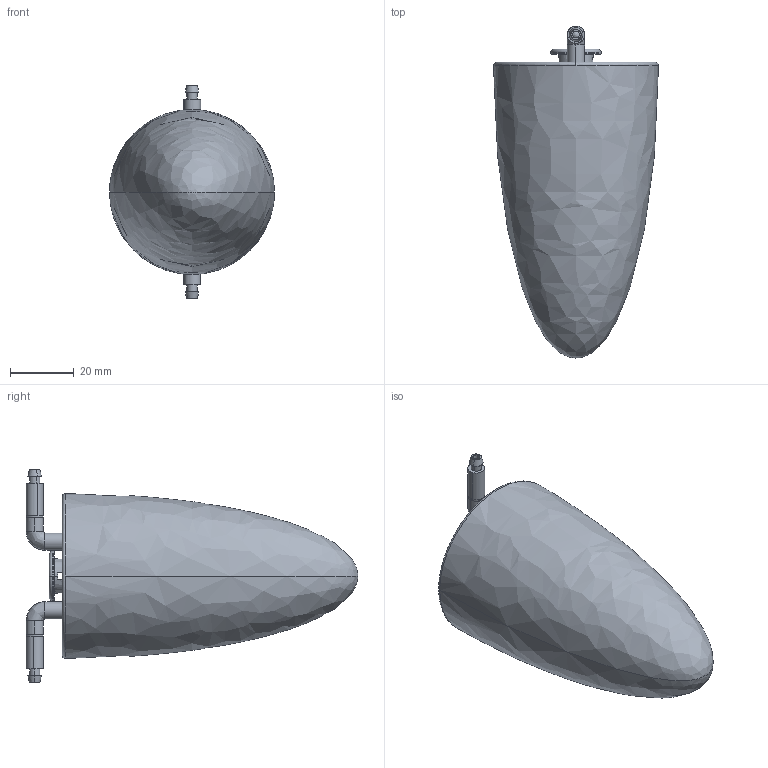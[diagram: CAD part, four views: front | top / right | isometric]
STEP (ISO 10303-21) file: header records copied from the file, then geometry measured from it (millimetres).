
FILE_DESCRIPTION(('FreeCAD Model'),'2;1');
FILE_NAME('Open CASCADE Shape Model','2025-04-26T20:48:32',('FreeCAD'),( 'FreeCAD'),'Open CASCADE STEP processor 7.6','FreeCAD','Unknown');
FILE_SCHEMA(('AUTOMOTIVE_DESIGN { 1 0 10303 214 1 1 1 1 }'));
Length unit declared in the file: millimetre
Products named in the file (1): Open CASCADE STEP translator 7.6 1
Bounding box: 51.76 x 104.07 x 66.86 mm (x, y, z)
Volume: 42807.4 mm3; surface area: 38513.2 mm2
Topology: 16 solids, 16 shells, 436 faces, 1088 edges, 712 vertices
Faces by surface type: bspline 436
Entity records: 21736 total; most frequent: CARTESIAN_POINT 15529, ORIENTED_EDGE 2160, EDGE_CURVE 1080, VERTEX_POINT 712, FACE_BOUND 644, EDGE_LOOP 644, ADVANCED_FACE 436, B_SPLINE_CURVE_WITH_KNOTS 396
